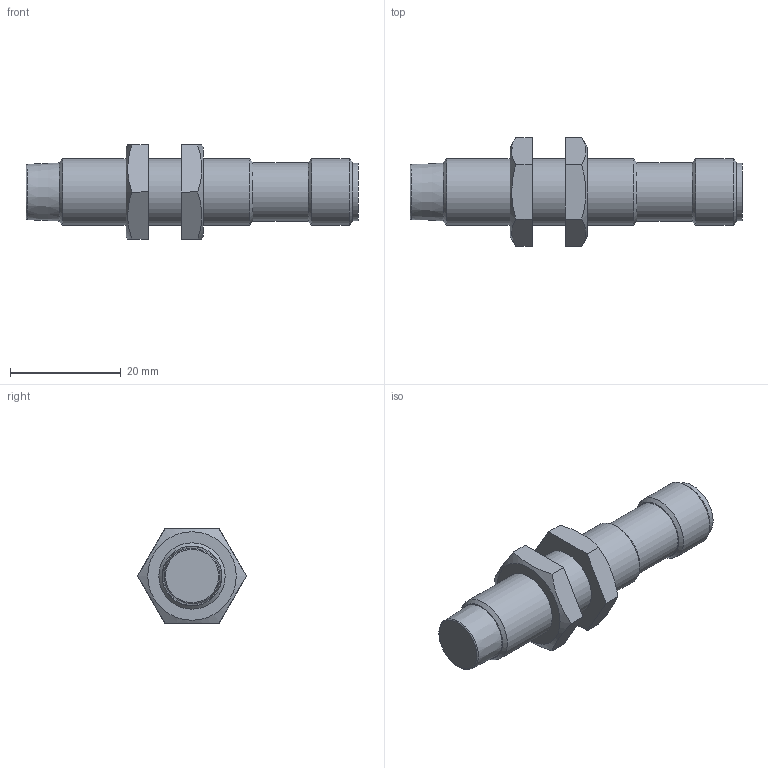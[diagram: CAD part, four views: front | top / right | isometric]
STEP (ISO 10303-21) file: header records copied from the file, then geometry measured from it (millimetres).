
FILE_DESCRIPTION(('FreeCAD Model'),'2;1');
FILE_NAME('DCC 12 M 04 PSK-IBSL.step','2017-11-10T09:14:14',( 'Author'),(''),'Open CASCADE STEP processor 6.8','FreeCAD','Unknown' );
FILE_SCHEMA(('AUTOMOTIVE_DESIGN_CC2 { 1 2 10303 214 -1 1 5 4 }'));
Length unit declared in the file: millimetre
Products named in the file (1): DCC_12_M_04_PSK-IBSL
Bounding box: 60 x 19.63 x 17 mm (x, y, z)
Volume: 7348.5 mm3; surface area: 3059.6 mm2
Topology: 1 solids, 1 shells, 36 faces, 73 edges, 47 vertices
Faces by surface type: plane 22, cone 7, cylinder 6, torus 1
Full cylindrical faces by diameter (mm): 10.4 x1, 10.5 x1, 12 x4
Entity records: 2795 total; most frequent: CARTESIAN_POINT 1407, DIRECTION 225, ORIENTED_EDGE 146, PCURVE 146, DEFINITIONAL_REPRESENTATION 146, LINE 100, VECTOR 100, EDGE_CURVE 73
